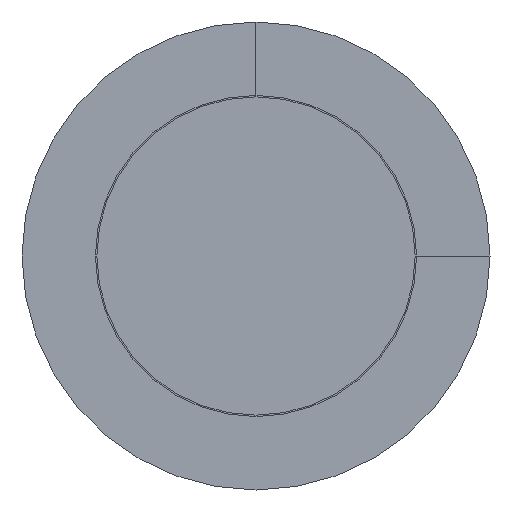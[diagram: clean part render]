
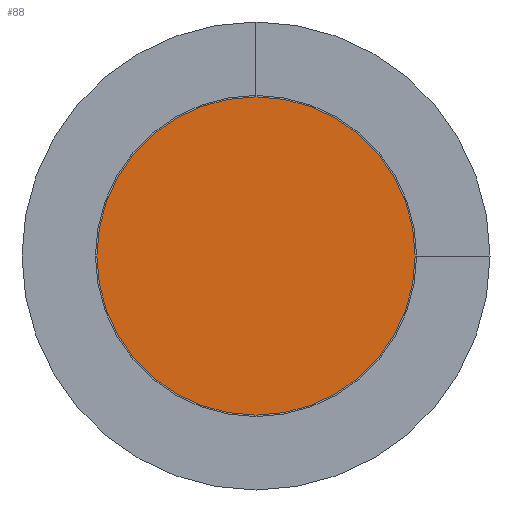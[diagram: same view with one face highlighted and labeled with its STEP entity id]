
A CAD part, left-side view. The second image highlights one B-rep face of the part: STEP entity #88.
In plain terms, the highlighted planar face has unit normal (-1, 0, 0).
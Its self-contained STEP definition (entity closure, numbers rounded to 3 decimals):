
#88=ADVANCED_FACE('',(#112),#102,.F.);
#102=PLANE('',#283);
#112=FACE_OUTER_BOUND('',#122,.T.);
#122=EDGE_LOOP('',(#189));
#148=CIRCLE('',#282,8.577);
#189=ORIENTED_EDGE('',*,*,#240,.T.);
#215=VERTEX_POINT('',#415);
#240=EDGE_CURVE('',#215,#215,#148,.T.);
#282=AXIS2_PLACEMENT_3D('',#414,#343,#344);
#283=AXIS2_PLACEMENT_3D('',#416,#345,#346);
#343=DIRECTION('',(-1.,0.,0.));
#344=DIRECTION('',(0.,0.,1.));
#345=DIRECTION('',(1.,0.,0.));
#346=DIRECTION('',(0.,0.,-1.));
#414=CARTESIAN_POINT('',(0.5,0.,0.));
#415=CARTESIAN_POINT('',(0.5,0.,8.577));
#416=CARTESIAN_POINT('',(0.5,0.,0.));
